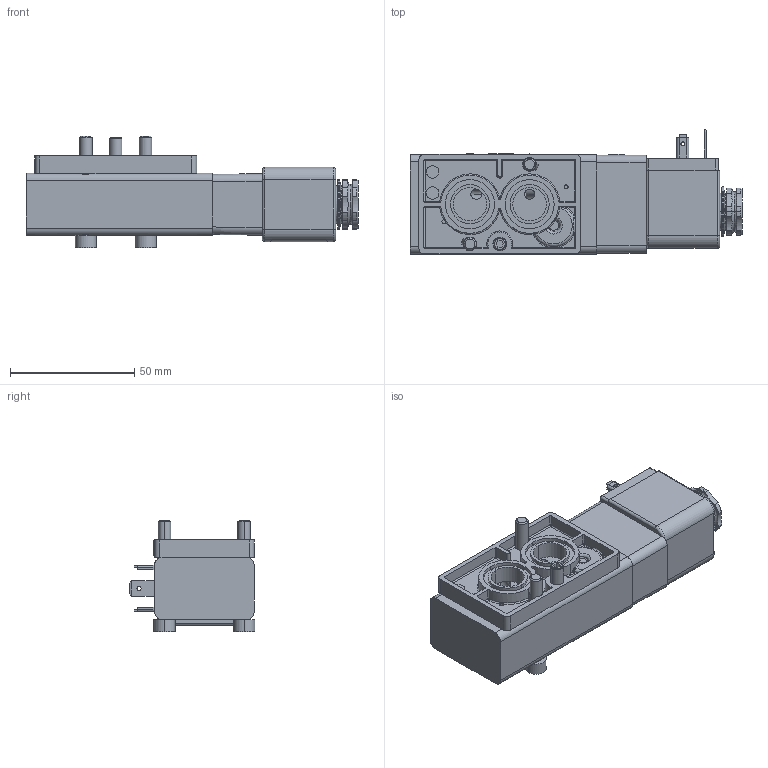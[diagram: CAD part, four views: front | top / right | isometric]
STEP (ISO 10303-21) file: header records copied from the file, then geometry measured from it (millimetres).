
FILE_DESCRIPTION (( 'STEP AP203' ), '1' );
FILE_NAME ('Norgren-97100003036xxxxx.STEP', '2020-09-07T11:47:14', ( '' ), ( '' ), 'SwSTEP 2.0', 'SolidWorks 2020', '' );
FILE_SCHEMA (( 'CONFIG_CONTROL_DESIGN' ));
Length unit declared in the file: millimetre
Products named in the file (9): No5_0613004_Platte; 303x_3036; No6_DIN912_M5x40_Zylinderschraube; No9_Gewindestift_M5x10_DIN913_M5x10; No4_FurchendeSchraubeTorx_0681853; Norgren-97100003036xxxxx; No1_No2_Gehause_No1; No7_Gewindestuck_M8x0,75_0660981; No3_Wegeventil_9032936
Assembly tree (10 placements, depth 2):
  Norgren-97100003036xxxxx
    No1_No2_Gehause_No1
    No3_Wegeventil_9032936
    No4_FurchendeSchraubeTorx_0681853  x2
    No5_0613004_Platte
    No6_DIN912_M5x40_Zylinderschraube  x2
    No7_Gewindestuck_M8x0,75_0660981
    No9_Gewindestift_M5x10_DIN913_M5x10
    303x_3036
Bounding box: 133.5 x 50.4 x 45 mm (x, y, z)
Volume: 133921.9 mm3; surface area: 41392.4 mm2
Topology: 11 solids, 11 shells, 682 faces, 1672 edges, 1034 vertices
Faces by surface type: cylinder 263, plane 256, cone 61, torus 43, bspline 33, sphere 26
Entity records: 21607 total; most frequent: CARTESIAN_POINT 5330, DIRECTION 3361, ORIENTED_EDGE 3100, EDGE_CURVE 1550, AXIS2_PLACEMENT_3D 1315, VERTEX_POINT 970, VECTOR 731, LINE 731
